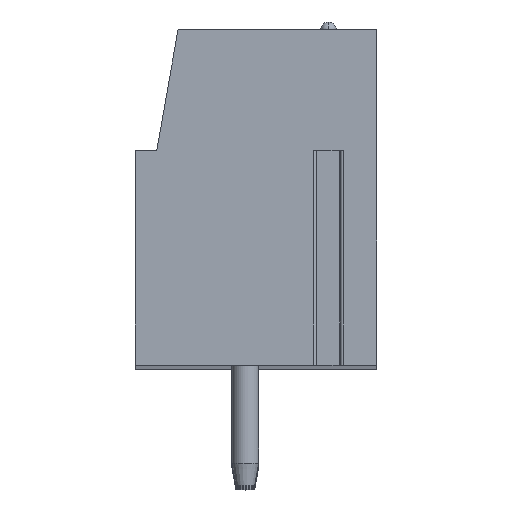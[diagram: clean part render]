
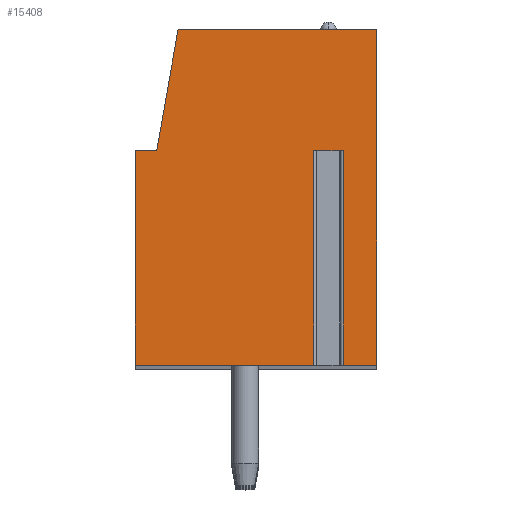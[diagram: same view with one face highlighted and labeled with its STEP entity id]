
A CAD part, top view. The second image highlights one B-rep face of the part: STEP entity #15408.
In plain terms, the highlighted planar face has unit normal (0, 0, 1).
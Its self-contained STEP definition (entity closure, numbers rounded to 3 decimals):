
#13=DIRECTION('',(-1.,0.,0.));
#14=VECTOR('',#13,1.112);
#15=CARTESIAN_POINT('',(3.256,1.75,88.9));
#16=LINE('',#15,#14);
#17=DIRECTION('',(0.,-1.,0.));
#18=VECTOR('',#17,8.);
#19=CARTESIAN_POINT('',(2.144,1.75,88.9));
#20=LINE('',#19,#18);
#21=DIRECTION('',(1.,0.,0.));
#22=VECTOR('',#21,6.644);
#23=CARTESIAN_POINT('',(-4.5,-6.25,88.9));
#24=LINE('',#23,#22);
#25=DIRECTION('',(0.,-1.,0.));
#26=VECTOR('',#25,8.);
#27=CARTESIAN_POINT('',(-4.5,1.75,88.9));
#28=LINE('',#27,#26);
#29=DIRECTION('',(-1.,0.,0.));
#30=VECTOR('',#29,0.8);
#31=CARTESIAN_POINT('',(-3.7,1.75,88.9));
#32=LINE('',#31,#30);
#33=DIRECTION('',(-0.174,-0.985,0.));
#34=VECTOR('',#33,4.569);
#35=CARTESIAN_POINT('',(-2.907,6.25,88.9));
#36=LINE('',#35,#34);
#37=DIRECTION('',(-1.,0.,0.));
#38=VECTOR('',#37,7.407);
#39=CARTESIAN_POINT('',(4.5,6.25,88.9));
#40=LINE('',#39,#38);
#41=DIRECTION('',(0.,1.,0.));
#42=VECTOR('',#41,12.5);
#43=CARTESIAN_POINT('',(4.5,-6.25,88.9));
#44=LINE('',#43,#42);
#45=DIRECTION('',(1.,0.,0.));
#46=VECTOR('',#45,1.244);
#47=CARTESIAN_POINT('',(3.256,-6.25,88.9));
#48=LINE('',#47,#46);
#49=DIRECTION('',(0.,-1.,0.));
#50=VECTOR('',#49,8.);
#51=CARTESIAN_POINT('',(3.256,1.75,88.9));
#52=LINE('',#51,#50);
#12133=CARTESIAN_POINT('',(-3.7,1.75,88.9));
#12134=CARTESIAN_POINT('',(-4.5,1.75,88.9));
#12135=VERTEX_POINT('',#12133);
#12136=VERTEX_POINT('',#12134);
#12137=CARTESIAN_POINT('',(-4.5,-6.25,88.9));
#12138=VERTEX_POINT('',#12137);
#12139=CARTESIAN_POINT('',(4.5,-6.25,88.9));
#12140=CARTESIAN_POINT('',(4.5,6.25,88.9));
#12141=VERTEX_POINT('',#12139);
#12142=VERTEX_POINT('',#12140);
#12143=CARTESIAN_POINT('',(-2.907,6.25,88.9));
#12144=VERTEX_POINT('',#12143);
#12193=CARTESIAN_POINT('',(3.256,1.75,88.9));
#12194=CARTESIAN_POINT('',(2.144,1.75,88.9));
#12195=VERTEX_POINT('',#12193);
#12196=VERTEX_POINT('',#12194);
#12197=CARTESIAN_POINT('',(2.144,-6.25,88.9));
#12198=VERTEX_POINT('',#12197);
#12199=CARTESIAN_POINT('',(3.256,-6.25,88.9));
#12200=VERTEX_POINT('',#12199);
#15381=CARTESIAN_POINT('',(0.,0.,88.9));
#15382=DIRECTION('',(0.,0.,1.));
#15383=DIRECTION('',(1.,0.,0.));
#15384=AXIS2_PLACEMENT_3D('',#15381,#15382,#15383);
#15385=PLANE('',#15384);
#15387=ORIENTED_EDGE('',*,*,#15386,.T.);
#15389=ORIENTED_EDGE('',*,*,#15388,.T.);
#15391=ORIENTED_EDGE('',*,*,#15390,.F.);
#15393=ORIENTED_EDGE('',*,*,#15392,.F.);
#15395=ORIENTED_EDGE('',*,*,#15394,.F.);
#15397=ORIENTED_EDGE('',*,*,#15396,.F.);
#15399=ORIENTED_EDGE('',*,*,#15398,.F.);
#15401=ORIENTED_EDGE('',*,*,#15400,.F.);
#15403=ORIENTED_EDGE('',*,*,#15402,.F.);
#15405=ORIENTED_EDGE('',*,*,#15404,.F.);
#15406=EDGE_LOOP('',(#15387,#15389,#15391,#15393,#15395,#15397,#15399,#15401,
#15403,#15405));
#15407=FACE_OUTER_BOUND('',#15406,.F.);
#15386=EDGE_CURVE('',#12195,#12196,#16,.T.);
#15388=EDGE_CURVE('',#12196,#12198,#20,.T.);
#15390=EDGE_CURVE('',#12138,#12198,#24,.T.);
#15392=EDGE_CURVE('',#12136,#12138,#28,.T.);
#15394=EDGE_CURVE('',#12135,#12136,#32,.T.);
#15396=EDGE_CURVE('',#12144,#12135,#36,.T.);
#15398=EDGE_CURVE('',#12142,#12144,#40,.T.);
#15400=EDGE_CURVE('',#12141,#12142,#44,.T.);
#15402=EDGE_CURVE('',#12200,#12141,#48,.T.);
#15404=EDGE_CURVE('',#12195,#12200,#52,.T.);
#15408=ADVANCED_FACE('',(#15407),#15385,.T.);
